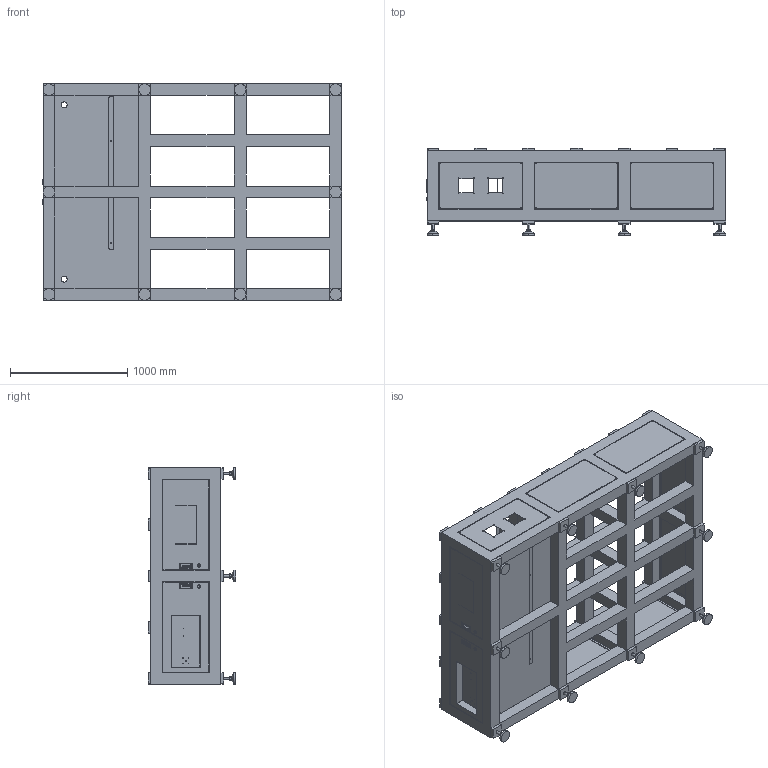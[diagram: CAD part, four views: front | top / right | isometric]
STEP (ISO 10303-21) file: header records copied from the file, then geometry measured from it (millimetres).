
FILE_DESCRIPTION (( 'STEP AP203' ), '1' );
FILE_NAME ('儂殤xh-01-006-1100a_asm.STEP', '2023-12-29T11:38:02', ( 'Windows 蚚誧' ), ( 'Microsoft' ), 'SwSTEP 2.0', 'SolidWorks 2020', '' );
FILE_SCHEMA (( 'CONFIG_CONTROL_DESIGN' ));
Length unit declared in the file: millimetre
Products named in the file (17): FENGBAN-04-_ASM; PRT7159-A; FENGBAN-04-01_ASM; PRT7161-A; FENGBAN-01-; 儂殤xh-01-006-1100a_asm; BASHOU; FENGBAN-05-_ASM; XH-01-006-1101A; PRT7160-A; WAD51-D100-M24-L150; FENGBAN-02-; LCKF-01; PRT7158-A; DIANBAN; FENGBAN-03-; FENGBAN-05-01_ASM
Assembly tree (32 placements, depth 4):
  儂殤xh-01-006-1100a_asm
    XH-01-006-1101A
    WAD51-D100-M24-L150  x10
    FENGBAN-01-  x4
    FENGBAN-02-  x2
    FENGBAN-03-  x2
    FENGBAN-04-_ASM
      FENGBAN-04-01_ASM
        PRT7158-A
        PRT7159-A
      BASHOU
      LCKF-01
    FENGBAN-05-_ASM
      FENGBAN-05-01_ASM
        PRT7160-A
        PRT7161-A
      BASHOU
      LCKF-01
    DIANBAN
Bounding box: 2555.95 x 745 x 1850 mm (x, y, z)
Volume: 433446011.9 mm3; surface area: 29827625.5 mm2
Topology: 75 solids, 78 shells, 2138 faces, 5194 edges, 3186 vertices
Faces by surface type: plane 1219, cylinder 643, cone 178, sphere 64, torus 28, bspline 6
Entity records: 41476 total; most frequent: CARTESIAN_POINT 7118, DIRECTION 6735, ORIENTED_EDGE 6424, EDGE_CURVE 3232, VECTOR 2319, LINE 2319, AXIS2_PLACEMENT_3D 2208, VERTEX_POINT 1981
